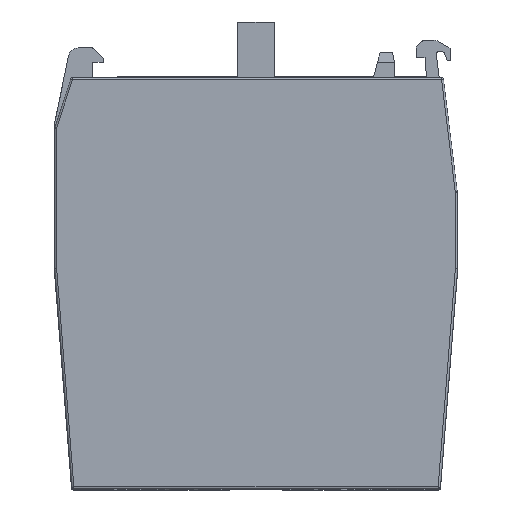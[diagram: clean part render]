
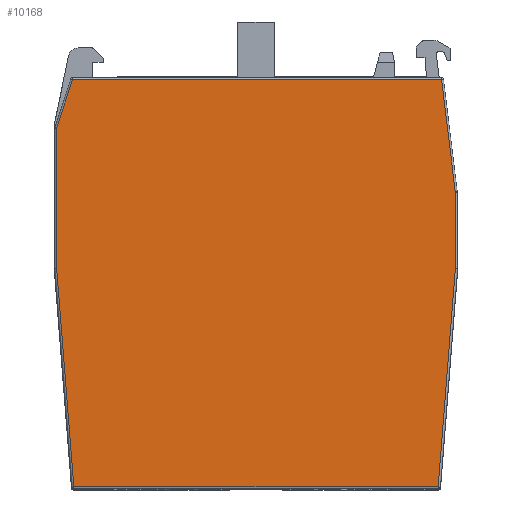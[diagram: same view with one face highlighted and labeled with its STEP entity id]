
A CAD part, top view. The second image highlights one B-rep face of the part: STEP entity #10168.
In plain terms, the highlighted planar face has unit normal (0, 0, 1).
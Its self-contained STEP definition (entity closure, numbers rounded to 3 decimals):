
#10168=ADVANCED_FACE('Solide.19 (  de JELE 112377 : issu de *SOL19 - wsp *MASTER -  ) ( Brep de *SOL19 )',(#20757),#20758,.T.);
#20757=FACE_OUTER_BOUND('',#33984,.T.);
#20758=PLANE('',#33985);
#33984=EDGE_LOOP('',(#65136,#65137,#65138,#65139,#65140,#65141,#65142,#65143));
#33985=AXIS2_PLACEMENT_3D('',#65144,#65145,#65146);
#65136=ORIENTED_EDGE('',*,*,#70269,.T.);
#65137=ORIENTED_EDGE('',*,*,#77977,.T.);
#65138=ORIENTED_EDGE('',*,*,#72088,.T.);
#65139=ORIENTED_EDGE('',*,*,#69969,.T.);
#65140=ORIENTED_EDGE('',*,*,#78427,.T.);
#65141=ORIENTED_EDGE('',*,*,#71509,.T.);
#65142=ORIENTED_EDGE('',*,*,#79658,.T.);
#65143=ORIENTED_EDGE('',*,*,#81036,.T.);
#65144=CARTESIAN_POINT('',(0.,0.,9.9));
#65145=DIRECTION('',(0.0,0.0,1.0));
#65146=DIRECTION('',(-1.0,0.0,0.0));
#69969=EDGE_CURVE('Solide.19 (  de JELE 112377 : issu de *SOL19 - wsp *MASTER -  ) ( Brep de *SOL19 )',#84070,#84068,#84071,.T.);
#70269=EDGE_CURVE('Solide.19 (  de JELE 112377 : issu de *SOL19 - wsp *MASTER -  ) ( Brep de *SOL19 )',#84583,#84581,#84584,.T.);
#71509=EDGE_CURVE('Solide.19 (  de JELE 112377 : issu de *SOL19 - wsp *MASTER -  ) ( Brep de *SOL19 )',#86763,#86761,#86764,.T.);
#72088=EDGE_CURVE('Solide.19 (  de JELE 112377 : issu de *SOL19 - wsp *MASTER -  ) ( Brep de *SOL19 )',#87759,#84070,#87760,.T.);
#77977=EDGE_CURVE('Solide.19 (  de JELE 112377 : issu de *SOL19 - wsp *MASTER -  ) ( Brep de *SOL19 )',#84581,#87759,#96499,.T.);
#78427=EDGE_CURVE('Solide.19 (  de JELE 112377 : issu de *SOL19 - wsp *MASTER -  ) ( Brep de *SOL19 )',#84068,#86763,#97098,.T.);
#79658=EDGE_CURVE('Solide.19 (  de JELE 112377 : issu de *SOL19 - wsp *MASTER -  ) ( Brep de *SOL19 )',#86761,#98592,#98594,.T.);
#81036=EDGE_CURVE('Solide.19 (  de JELE 112377 : issu de *SOL19 - wsp *MASTER -  ) ( Brep de *SOL19 )',#98592,#84583,#100135,.T.);
#84068=VERTEX_POINT('',#104652);
#84070=VERTEX_POINT('',#104654);
#84071=LINE('',#104655,#104656);
#84581=VERTEX_POINT('',#105527);
#84583=VERTEX_POINT('',#105529);
#84584=LINE('',#105530,#105531);
#86761=VERTEX_POINT('',#109243);
#86763=VERTEX_POINT('',#109245);
#86764=LINE('',#109246,#109247);
#87759=VERTEX_POINT('',#110828);
#87760=LINE('',#110829,#110830);
#96499=LINE('',#126005,#126006);
#97098=LINE('',#127017,#127018);
#98592=VERTEX_POINT('',#129713);
#98594=LINE('',#129715,#129716);
#100135=LINE('',#132356,#132357);
#104652=CARTESIAN_POINT('',(19.312,42.7,9.9));
#104654=CARTESIAN_POINT('',(20.75,30.988,9.9));
#104655=CARTESIAN_POINT('',(20.031,36.844,9.9));
#104656=VECTOR('',#134210,1.0);
#105527=CARTESIAN_POINT('',(18.963,0.3,9.9));
#105529=CARTESIAN_POINT('',(-18.963,0.3,9.9));
#105530=CARTESIAN_POINT('',(0.,0.3,9.9));
#105531=VECTOR('',#134482,1.0);
#109243=CARTESIAN_POINT('',(-20.75,37.618,9.9));
#109245=CARTESIAN_POINT('',(-19.099,42.7,9.9));
#109246=CARTESIAN_POINT('',(-19.924,40.159,9.9));
#109247=VECTOR('',#135595,1.0);
#110828=CARTESIAN_POINT('',(20.75,23.008,9.9));
#110829=CARTESIAN_POINT('',(20.75,26.998,9.9));
#110830=VECTOR('',#136156,1.0);
#126005=CARTESIAN_POINT('',(19.856,11.654,9.9));
#126006=VECTOR('',#141025,1.0);
#127017=CARTESIAN_POINT('',(0.107,42.7,9.9));
#127018=VECTOR('',#141430,1.0);
#129713=CARTESIAN_POINT('',(-20.75,23.008,9.9));
#129715=CARTESIAN_POINT('',(-20.75,30.313,9.9));
#129716=VECTOR('',#142355,1.0);
#132356=CARTESIAN_POINT('',(-19.856,11.654,9.9));
#132357=VECTOR('',#143130,1.0);
#134210=DIRECTION('',(-0.122,0.993,0.0));
#134482=DIRECTION('',(1.0,0.0,0.0));
#135595=DIRECTION('',(-0.309,-0.951,0.0));
#136156=DIRECTION('',(0.0,1.0,0.0));
#141025=DIRECTION('',(0.078,0.997,0.0));
#141430=DIRECTION('',(-1.0,0.0,0.0));
#142355=DIRECTION('',(0.0,-1.0,0.0));
#143130=DIRECTION('',(0.078,-0.997,0.0));
